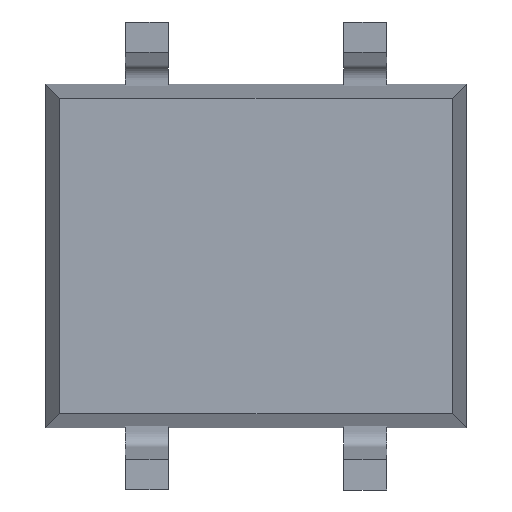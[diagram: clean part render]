
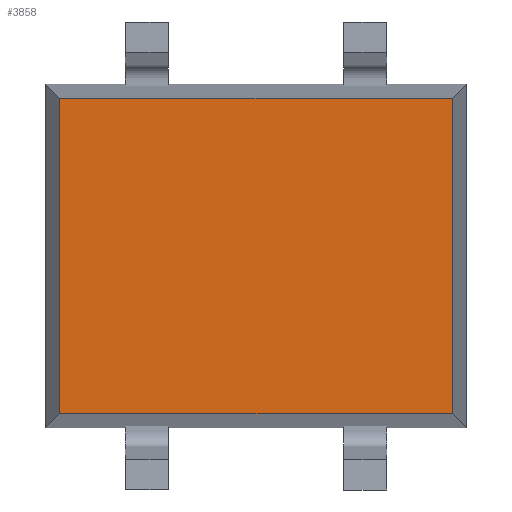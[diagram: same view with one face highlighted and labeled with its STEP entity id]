
A CAD part, front view. The second image highlights one B-rep face of the part: STEP entity #3858.
In plain terms, the highlighted planar face has unit normal (0, -1, 0).
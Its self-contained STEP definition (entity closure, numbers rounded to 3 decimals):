
#35 = VERTEX_POINT ( 'NONE', #20088 ) ;
#828 = EDGE_LOOP ( 'NONE', ( #10102, #15228, #11330, #19632 ) ) ;
#1193 = DIRECTION ( 'NONE',  ( -1., 0., 0. ) ) ;
#2549 = VECTOR ( 'NONE', #1193, 1000. ) ;
#2639 = DIRECTION ( 'NONE',  ( 0., 0., -1. ) ) ;
#2725 = CARTESIAN_POINT ( 'NONE',  ( 3.554, 0.1, 0. ) ) ;
#3021 = EDGE_CURVE ( 'NONE', #12697, #5999, #21476, .T. ) ;
#3097 = CARTESIAN_POINT ( 'NONE',  ( 0., 0.1, -0.716 ) ) ;
#3858 = ADVANCED_FACE ( 'NONE', ( #5126 ), #12157, .F. ) ;
#5126 = FACE_OUTER_BOUND ( 'NONE', #828, .T. ) ;
#5465 = DIRECTION ( 'NONE',  ( 0., 1., 0. ) ) ;
#5999 = VERTEX_POINT ( 'NONE', #10294 ) ;
#6213 = VECTOR ( 'NONE', #21538, 1000. ) ;
#7444 = LINE ( 'NONE', #21243, #7448 ) ;
#7448 = VECTOR ( 'NONE', #7656, 1000. ) ;
#7656 = DIRECTION ( 'NONE',  ( 1., 0., 0. ) ) ;
#8318 = VERTEX_POINT ( 'NONE', #9983 ) ;
#8840 = EDGE_CURVE ( 'NONE', #5999, #8318, #10716, .T. ) ;
#8858 = VECTOR ( 'NONE', #2639, 1000. ) ;
#8882 = DIRECTION ( 'NONE',  ( 0., 0., 1. ) ) ;
#9983 = CARTESIAN_POINT ( 'NONE',  ( -1.014, 0.1, -4.384 ) ) ;
#10102 = ORIENTED_EDGE ( 'NONE', *, *, #17594, .T. ) ;
#10294 = CARTESIAN_POINT ( 'NONE',  ( -1.014, 0.1, -0.716 ) ) ;
#10716 = LINE ( 'NONE', #14014, #8858 ) ;
#11330 = ORIENTED_EDGE ( 'NONE', *, *, #8840, .T. ) ;
#12157 = PLANE ( 'NONE',  #20294 ) ;
#12697 = VERTEX_POINT ( 'NONE', #18351 ) ;
#14014 = CARTESIAN_POINT ( 'NONE',  ( -1.014, 0.1, 0. ) ) ;
#14525 = LINE ( 'NONE', #2725, #6213 ) ;
#15228 = ORIENTED_EDGE ( 'NONE', *, *, #3021, .T. ) ;
#15501 = EDGE_CURVE ( 'NONE', #8318, #35, #7444, .T. ) ;
#17594 = EDGE_CURVE ( 'NONE', #35, #12697, #14525, .T. ) ;
#18351 = CARTESIAN_POINT ( 'NONE',  ( 3.554, 0.1, -0.716 ) ) ;
#18721 = CARTESIAN_POINT ( 'NONE',  ( 0., 0.1, 0. ) ) ;
#19632 = ORIENTED_EDGE ( 'NONE', *, *, #15501, .T. ) ;
#20088 = CARTESIAN_POINT ( 'NONE',  ( 3.554, 0.1, -4.384 ) ) ;
#20294 = AXIS2_PLACEMENT_3D ( 'NONE', #18721, #5465, #8882 ) ;
#21243 = CARTESIAN_POINT ( 'NONE',  ( 0., 0.1, -4.384 ) ) ;
#21476 = LINE ( 'NONE', #3097, #2549 ) ;
#21538 = DIRECTION ( 'NONE',  ( 0., 0., 1. ) ) ;
